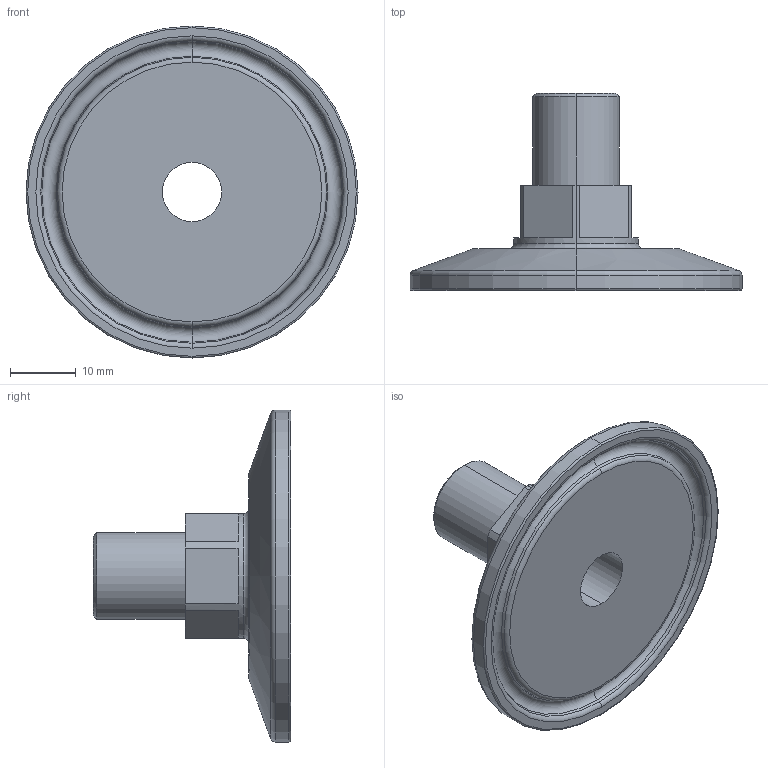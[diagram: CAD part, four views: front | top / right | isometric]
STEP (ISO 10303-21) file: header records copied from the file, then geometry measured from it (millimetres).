
FILE_DESCRIPTION (( 'STEP AP203' ), '1' );
FILE_NAME ('106.0250.050.STEP', '2023-07-18T06:11:52', ( '' ), ( '' ), 'SwSTEP 2.0', 'SolidWorks 2021', '' );
FILE_SCHEMA (( 'CONFIG_CONTROL_DESIGN' ));
Length unit declared in the file: millimetre
Products named in the file (1): 106.0250.050
Bounding box: 50.5 x 30 x 50.5 mm (x, y, z)
Volume: 12357.4 mm3; surface area: 6530.3 mm2
Topology: 1 solids, 1 shells, 47 faces, 106 edges, 64 vertices
Faces by surface type: plane 17, torus 14, cone 8, cylinder 8
Entity records: 1407 total; most frequent: DIRECTION 268, CARTESIAN_POINT 218, ORIENTED_EDGE 212, AXIS2_PLACEMENT_3D 114, EDGE_CURVE 106, CIRCLE 66, VERTEX_POINT 64, EDGE_LOOP 52
